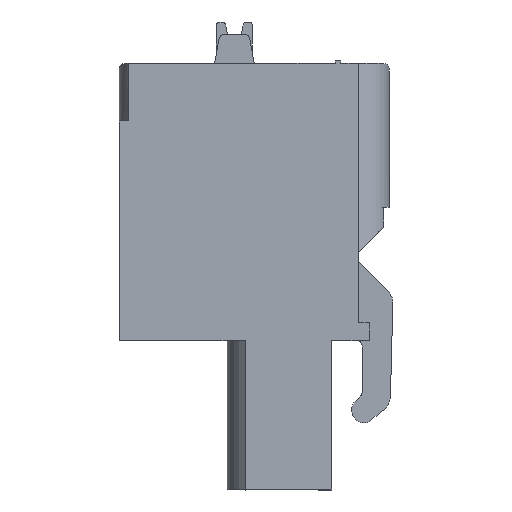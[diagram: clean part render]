
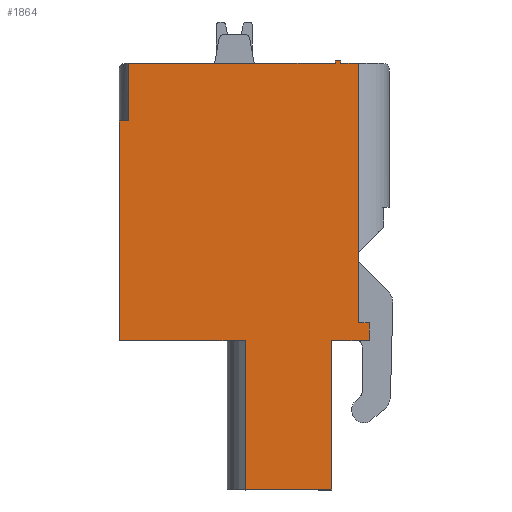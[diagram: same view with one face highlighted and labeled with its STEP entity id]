
A CAD part, left-side view. The second image highlights one B-rep face of the part: STEP entity #1864.
In plain terms, the highlighted planar face has unit normal (-1, 0, 0).
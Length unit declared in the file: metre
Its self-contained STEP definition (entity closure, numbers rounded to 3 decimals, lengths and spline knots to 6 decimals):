
#1864=ADVANCED_FACE('',(#3986),#3987,.F.);
#3986=FACE_OUTER_BOUND('',#6278,.T.);
#3987=PLANE('',#6279);
#6278=EDGE_LOOP('',(#12191,#12192,#12193,#12194,#12195,#12196,#12197,#12198,#12199,#12200,#12201,#12202,#12203,#12204,#12205,#12206));
#6279=AXIS2_PLACEMENT_3D('',#12207,#12208,#12209);
#12191=ORIENTED_EDGE('',*,*,#15456,.T.);
#12192=ORIENTED_EDGE('',*,*,#16174,.T.);
#12193=ORIENTED_EDGE('',*,*,#15496,.T.);
#12194=ORIENTED_EDGE('',*,*,#14678,.T.);
#12195=ORIENTED_EDGE('',*,*,#15665,.T.);
#12196=ORIENTED_EDGE('',*,*,#16175,.T.);
#12197=ORIENTED_EDGE('',*,*,#13810,.T.);
#12198=ORIENTED_EDGE('',*,*,#14311,.T.);
#12199=ORIENTED_EDGE('',*,*,#16176,.T.);
#12200=ORIENTED_EDGE('',*,*,#15214,.T.);
#12201=ORIENTED_EDGE('',*,*,#13776,.T.);
#12202=ORIENTED_EDGE('',*,*,#14224,.T.);
#12203=ORIENTED_EDGE('',*,*,#13874,.T.);
#12204=ORIENTED_EDGE('',*,*,#15327,.F.);
#12205=ORIENTED_EDGE('',*,*,#15935,.F.);
#12206=ORIENTED_EDGE('',*,*,#15052,.F.);
#12207=CARTESIAN_POINT('',(-0.00508,0.005034,-0.007));
#12208=DIRECTION('',(1.0,0.,0.));
#12209=DIRECTION('',(0.,1.0,0.));
#13776=EDGE_CURVE('',#16563,#16560,#16564,.T.);
#13810=EDGE_CURVE('',#16628,#16626,#16629,.T.);
#13874=EDGE_CURVE('',#16747,#16745,#16748,.T.);
#14224=EDGE_CURVE('',#16560,#16747,#17362,.T.);
#14311=EDGE_CURVE('',#16626,#17510,#17512,.T.);
#14678=EDGE_CURVE('',#18125,#18137,#18139,.T.);
#15052=EDGE_CURVE('',#18744,#18746,#18747,.T.);
#15214=EDGE_CURVE('',#18980,#16563,#18981,.T.);
#15327=EDGE_CURVE('',#19141,#16745,#19143,.T.);
#15456=EDGE_CURVE('',#18744,#19320,#19322,.T.);
#15496=EDGE_CURVE('',#19375,#18125,#19378,.T.);
#15665=EDGE_CURVE('',#18137,#19600,#19602,.T.);
#15935=EDGE_CURVE('',#18746,#19141,#19953,.T.);
#16174=EDGE_CURVE('',#19320,#19375,#20224,.T.);
#16175=EDGE_CURVE('',#19600,#16628,#20225,.T.);
#16176=EDGE_CURVE('',#17510,#18980,#20226,.T.);
#16560=VERTEX_POINT('',#20669);
#16563=VERTEX_POINT('',#20673);
#16564=LINE('',#20674,#20675);
#16626=VERTEX_POINT('',#20768);
#16628=VERTEX_POINT('',#20771);
#16629=LINE('',#20772,#20773);
#16745=VERTEX_POINT('',#20938);
#16747=VERTEX_POINT('',#20941);
#16748=LINE('',#20942,#20943);
#17362=LINE('',#21789,#21790);
#17510=VERTEX_POINT('',#21997);
#17512=LINE('',#22000,#22001);
#18125=VERTEX_POINT('',#22864);
#18137=VERTEX_POINT('',#22880);
#18139=LINE('',#22883,#22884);
#18744=VERTEX_POINT('',#23756);
#18746=VERTEX_POINT('',#23759);
#18747=LINE('',#23760,#23761);
#18980=VERTEX_POINT('',#24109);
#18981=LINE('',#24110,#24111);
#19141=VERTEX_POINT('',#24346);
#19143=LINE('',#24349,#24350);
#19320=VERTEX_POINT('',#24595);
#19322=LINE('',#24598,#24599);
#19375=VERTEX_POINT('',#24673);
#19378=LINE('',#24678,#24679);
#19600=VERTEX_POINT('',#24997);
#19602=LINE('',#25000,#25001);
#19953=LINE('',#25520,#25521);
#20224=LINE('',#25897,#25898);
#20225=LINE('',#25899,#25900);
#20226=LINE('',#25901,#25902);
#20669=CARTESIAN_POINT('',(-0.00508,0.0002,-0.0237));
#20673=CARTESIAN_POINT('',(-0.00508,0.0002,-0.032));
#20674=CARTESIAN_POINT('',(-0.00508,0.0002,-0.0237));
#20675=VECTOR('',#26317,1.0);
#20768=CARTESIAN_POINT('',(-0.00508,0.012,-0.0237));
#20771=CARTESIAN_POINT('',(-0.00508,0.012,-0.0115));
#20772=CARTESIAN_POINT('',(-0.00508,0.012,-0.0237));
#20773=VECTOR('',#26350,1.0);
#20938=CARTESIAN_POINT('',(-0.00508,-0.0019,-0.0227));
#20941=CARTESIAN_POINT('',(-0.00508,-0.0019,-0.0237));
#20942=CARTESIAN_POINT('',(-0.00508,-0.0019,-0.007));
#20943=VECTOR('',#26413,1.0);
#21789=CARTESIAN_POINT('',(-0.00508,-0.0003,-0.0237));
#21790=VECTOR('',#26826,1.0);
#21997=CARTESIAN_POINT('',(-0.00508,0.005,-0.0237));
#22000=CARTESIAN_POINT('',(-0.00508,0.0112,-0.0237));
#22001=VECTOR('',#26932,1.0);
#22864=CARTESIAN_POINT('',(-0.00508,0.0,-0.0083));
#22880=CARTESIAN_POINT('',(-0.00508,0.0115,-0.0083));
#22883=CARTESIAN_POINT('',(-0.00508,0.0115,-0.0083));
#22884=VECTOR('',#27344,1.0);
#23756=CARTESIAN_POINT('',(-0.00508,-0.0003,-0.0083));
#23759=CARTESIAN_POINT('',(-0.00508,-0.0013,-0.0083));
#23760=CARTESIAN_POINT('',(-0.00508,0.0117,-0.0083));
#23761=VECTOR('',#27746,1.0);
#24109=CARTESIAN_POINT('',(-0.00508,0.005,-0.032));
#24110=CARTESIAN_POINT('',(-0.00508,0.0002,-0.032));
#24111=VECTOR('',#27926,1.0);
#24346=CARTESIAN_POINT('',(-0.00508,-0.0013,-0.0227));
#24349=CARTESIAN_POINT('',(-0.00508,-0.0003,-0.0227));
#24350=VECTOR('',#28047,1.0);
#24595=CARTESIAN_POINT('',(-0.00508,-0.0003,-0.00815));
#24598=CARTESIAN_POINT('',(-0.00508,-0.0003,-0.00815));
#24599=VECTOR('',#28192,1.0);
#24673=CARTESIAN_POINT('',(-0.00508,0.,-0.00815));
#24678=CARTESIAN_POINT('',(-0.00508,0.,-0.0083));
#24679=VECTOR('',#28243,1.0);
#24997=CARTESIAN_POINT('',(-0.00508,0.0115,-0.0115));
#25000=CARTESIAN_POINT('',(-0.00508,0.0115,-0.0115));
#25001=VECTOR('',#28392,1.0);
#25520=CARTESIAN_POINT('',(-0.00508,-0.0013,-0.0238));
#25521=VECTOR('',#28641,1.0);
#25897=CARTESIAN_POINT('',(-0.00508,0.,-0.00815));
#25898=VECTOR('',#28828,1.0);
#25899=CARTESIAN_POINT('',(-0.00508,0.012,-0.0115));
#25900=VECTOR('',#28829,1.0);
#25901=CARTESIAN_POINT('',(-0.00508,0.005,-0.032));
#25902=VECTOR('',#28830,1.0);
#26317=DIRECTION('',(0.0,0.0,1.0));
#26350=DIRECTION('',(0.,0.0,-1.0));
#26413=DIRECTION('',(0.,0.,1.0));
#26826=DIRECTION('',(0.0,-1.0,0.0));
#26932=DIRECTION('',(0.0,-1.0,0.0));
#27344=DIRECTION('',(0.0,1.0,0.0));
#27746=DIRECTION('',(0.,-1.0,0.));
#27926=DIRECTION('',(0.0,-1.0,0.));
#28047=DIRECTION('',(0.,-1.0,0.));
#28192=DIRECTION('',(0.0,0.0,1.0));
#28243=DIRECTION('',(0.0,0.0,-1.0));
#28392=DIRECTION('',(0.,0.0,-1.0));
#28641=DIRECTION('',(0.,0.,-1.0));
#28828=DIRECTION('',(0.0,1.0,0.0));
#28829=DIRECTION('',(0.0,1.0,0.0));
#28830=DIRECTION('',(0.0,0.,-1.0));
